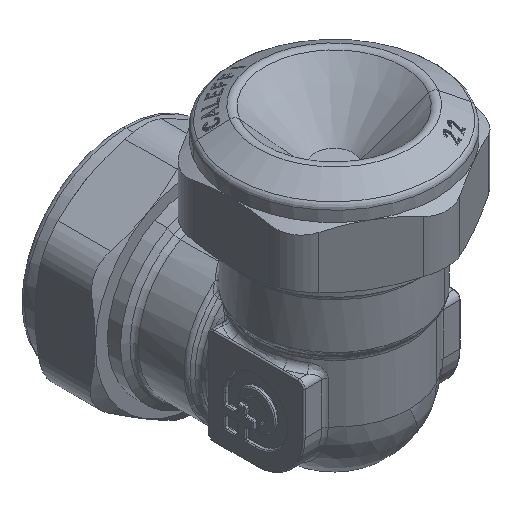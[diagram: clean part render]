
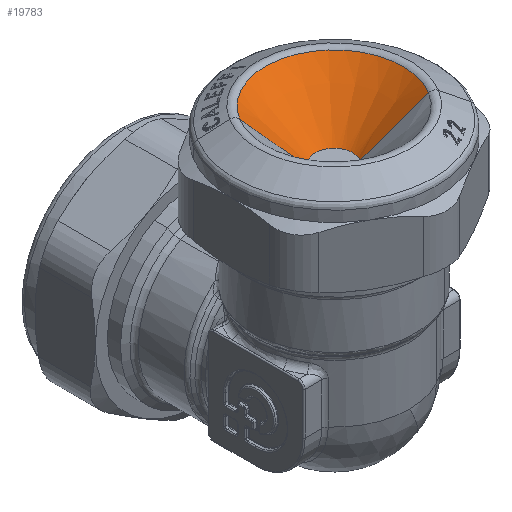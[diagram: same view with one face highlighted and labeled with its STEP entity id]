
A CAD part, isometric view. The second image highlights one B-rep face of the part: STEP entity #19783.
In plain terms, the highlighted conical face has half-angle 45 degrees and reference radius 11.1 mm.
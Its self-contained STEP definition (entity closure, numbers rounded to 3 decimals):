
#7481=CARTESIAN_POINT('Axis2P3D Location',(0.,0.,-9.121)) ;
#7485=CARTESIAN_POINT('Vertex',(2.657,-1.626,-9.121)) ;
#7487=CARTESIAN_POINT('Vertex',(-2.657,1.626,-9.121)) ;
#19716=CARTESIAN_POINT('Vertex',(-9.717,5.948,-0.844)) ;
#19719=CARTESIAN_POINT('Axis2P3D Location',(0.,0.,-0.844)) ;
#19723=CARTESIAN_POINT('Vertex',(9.717,-5.948,-0.844)) ;
#19755=CARTESIAN_POINT('Axis2P3D Location',(0.,0.,-1.137)) ;
#19760=CARTESIAN_POINT('Line Origine',(-9.592,5.872,-0.99)) ;
#19765=CARTESIAN_POINT('Line Origine',(9.592,-5.872,-0.99)) ;
#7482=DIRECTION('Axis2P3D Direction',(0.,-0.,1.)) ;
#19720=DIRECTION('Axis2P3D Direction',(0.,-0.,1.)) ;
#19756=DIRECTION('Axis2P3D Direction',(0.,0.,1.)) ;
#19757=DIRECTION('Axis2P3D XDirection',(-0.853,0.522,0.)) ;
#19761=DIRECTION('Vector Direction',(-0.603,0.369,0.707)) ;
#19766=DIRECTION('Vector Direction',(0.603,-0.369,0.707)) ;
#7483=AXIS2_PLACEMENT_3D('Circle Axis2P3D',#7481,#7482,$) ;
#19721=AXIS2_PLACEMENT_3D('Circle Axis2P3D',#19719,#19720,$) ;
#19758=AXIS2_PLACEMENT_3D('Cone Axis2P3D',#19755,#19756,#19757) ;
#19778=ORIENTED_EDGE('',*,*,#7489,.F.) ;
#19779=ORIENTED_EDGE('',*,*,#19769,.F.) ;
#19780=ORIENTED_EDGE('',*,*,#19725,.T.) ;
#19781=ORIENTED_EDGE('',*,*,#19764,.T.) ;
#19762=VECTOR('Line Direction',#19761,1.) ;
#19767=VECTOR('Line Direction',#19766,1.) ;
#19783=ADVANCED_FACE('PartBody',(#19782),#19759,.F.) ;
#7484=CIRCLE('generated circle',#7483,3.115) ;
#19722=CIRCLE('generated circle',#19721,11.393) ;
#19759=CONICAL_SURFACE('Cone',#19758,11.1,0.785) ;
#7489=EDGE_CURVE('',#7486,#7488,#7484,.T.) ;
#19725=EDGE_CURVE('',#19724,#19717,#19722,.T.) ;
#19764=EDGE_CURVE('',#19717,#7488,#19763,.F.) ;
#19769=EDGE_CURVE('',#19724,#7486,#19768,.F.) ;
#19777=EDGE_LOOP('',(#19778,#19779,#19780,#19781)) ;
#19782=FACE_OUTER_BOUND('',#19777,.T.) ;
#19763=LINE('Line',#19760,#19762) ;
#19768=LINE('Line',#19765,#19767) ;
#7486=VERTEX_POINT('',#7485) ;
#7488=VERTEX_POINT('',#7487) ;
#19717=VERTEX_POINT('',#19716) ;
#19724=VERTEX_POINT('',#19723) ;
